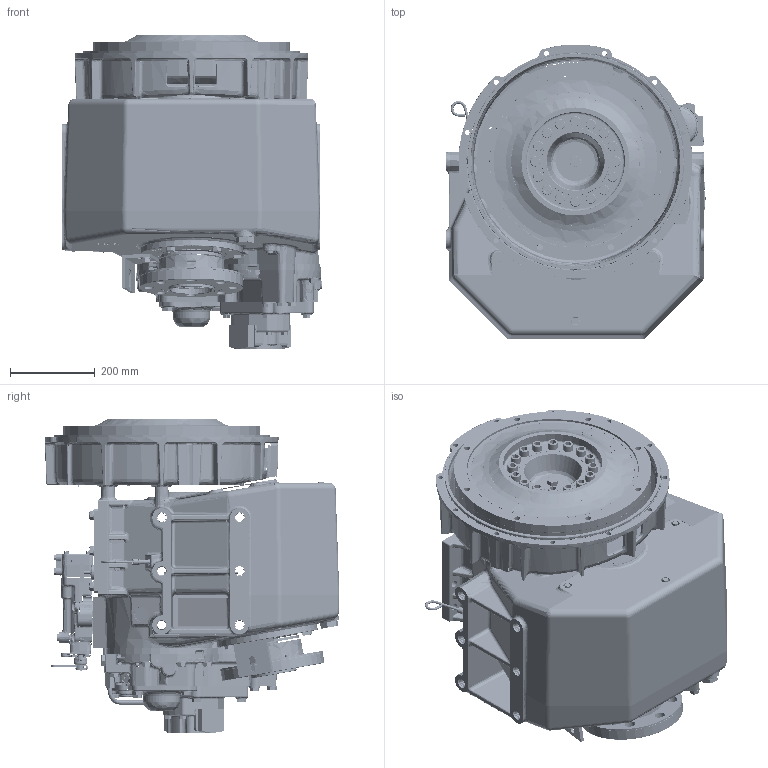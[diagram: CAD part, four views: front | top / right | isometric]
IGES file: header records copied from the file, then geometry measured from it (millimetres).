
Start section: SolidWorks IGES file using analytic representation for surfaces
Global section: file name: 1027903.IGS; native system: SolidWorks 2010; preprocessor: SolidWorks 2010; author: Josephf; date: 140918.131813; units: millimetre
Bounding box: 612.68 x 696.5 x 742.31 mm (x, y, z)
Surface area: 4245036.7 mm2 (no closed solid volume)
Topology: 0 solids, 0 shells, 8174 faces, 118182 edges, 117981 vertices
Faces by surface type: bspline 5957, revolution 2217
